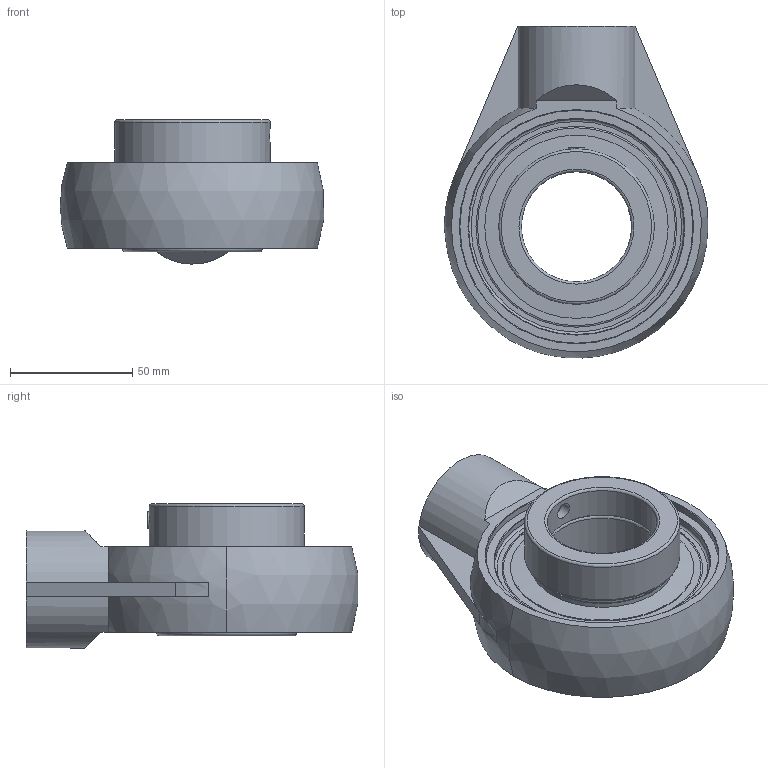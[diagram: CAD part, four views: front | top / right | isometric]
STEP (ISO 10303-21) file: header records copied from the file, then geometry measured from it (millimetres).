
FILE_DESCRIPTION(('HOOPS Exchange Step'),'2;1');
FILE_NAME('export-850DB696-3E4C-4930-AC20-78D25FE43646.stp','2020-05-20T08:11:53-07:00',('dkerr'),('Alibre'),'HOOPS Exchange 2020.0','Alibre','Unknown authorisation');
FILE_SCHEMA( ('AP242_MANAGED_MODEL_BASED_3D_ENGINEERING_MIM_LF {1 0 10303 442 1 1 4 }') );
Length unit declared in the file: inch
Products named in the file (8): MRN SHAM L4L 209; SNC 209 (Ball Bearing); SNC 209 (Shield); SNC 209 (Setscrew); SNC 209 (Collar); SNC 209 L4L (45mm) (Race); MRN SNC 209 L4L (45mm); MRN SNCSHAM 209 L4L (45mm)
Assembly tree (8 placements, depth 3):
  MRN SNCSHAM 209 L4L (45mm)
    MRN SHAM L4L 209
    MRN SNC 209 L4L (45mm)
      SNC 209 (Ball Bearing)
      SNC 209 (Shield)  x2
      SNC 209 (Setscrew)
      SNC 209 (Collar)
      SNC 209 L4L (45mm) (Race)
Bounding box: 107.66 x 135.62 x 58.87 mm (x, y, z)
Volume: 247753 mm3; surface area: 87093.5 mm2
Topology: 16 solids, 16 shells, 137 faces, 370 edges, 244 vertices
Faces by surface type: plane 46, cylinder 38, sphere 18, torus 17, cone 14, bspline 4
Full cylindrical faces by diameter (mm): 6.782 x3, 25.4 x1, 45 x2, 50.292 x2, 57.15 x4, 57.912 x2, 63.5 x1, 71.381 x2, 74.93 x2, 88.104 x1, 90.104 x1, 95.22 x1
Entity records: 6814 total; most frequent: CARTESIAN_POINT 3273, DIRECTION 776, ORIENTED_EDGE 648, AXIS2_PLACEMENT_3D 336, EDGE_CURVE 324, VERTEX_POINT 230, CIRCLE 184, EDGE_LOOP 148
